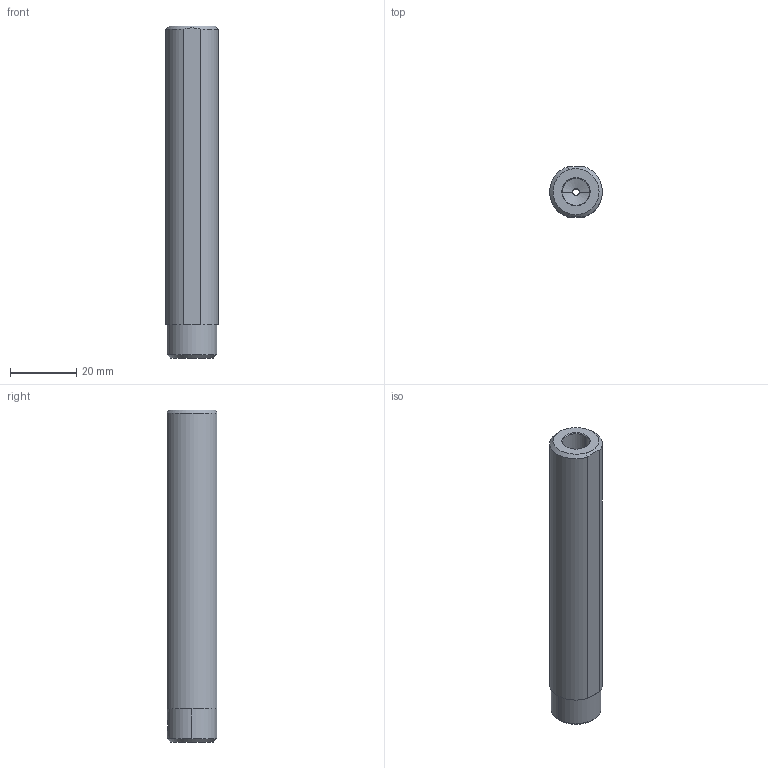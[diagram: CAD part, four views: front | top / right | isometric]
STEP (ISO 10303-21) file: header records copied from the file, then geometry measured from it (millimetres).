
FILE_DESCRIPTION(/* description */ (''),/* implementation_level */ '2;1');
FILE_NAME(/* name */ 'RBH10126A.stp',/* time_stamp */ '2018-05-09T16:30:48+09:00',/* author */ (''),/* organization */ (''),/* preprocessor_version */ 'ST-DEVELOPER v16',/* originating_system */ 'SIEMENS PLM Software NX 10.0',/* authorisation */ '');
FILE_SCHEMA (('AUTOMOTIVE_DESIGN { 1 0 10303 214 3 1 1 1 }'));
Length unit declared in the file: millimetre
Products named in the file (1): RBH10126A_ASM
Bounding box: 15.82 x 15 x 100 mm (x, y, z)
Volume: 15710.8 mm3; surface area: 7469.5 mm2
Topology: 3 solids, 3 shells, 66 faces, 148 edges, 90 vertices
Faces by surface type: cone 26, plane 24, cylinder 16
Entity records: 2247 total; most frequent: CARTESIAN_POINT 614, DIRECTION 352, ORIENTED_EDGE 296, EDGE_CURVE 148, AXIS2_PLACEMENT_3D 136, VERTEX_POINT 90, LINE 80, VECTOR 80
